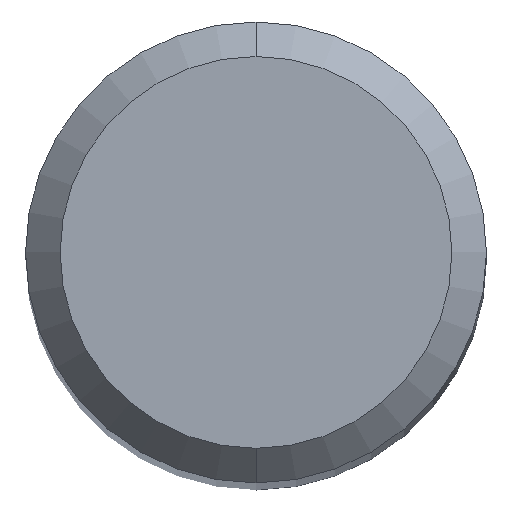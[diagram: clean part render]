
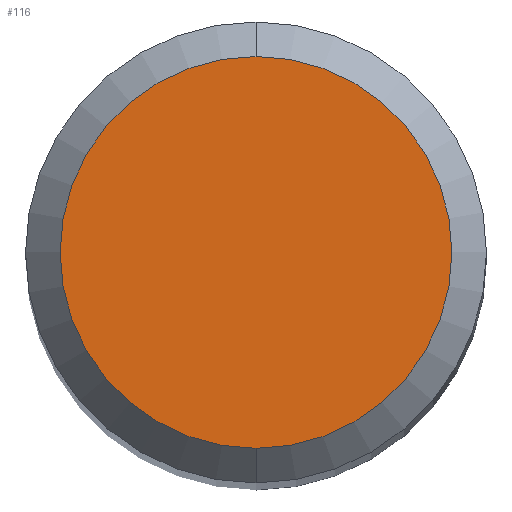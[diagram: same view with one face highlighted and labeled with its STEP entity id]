
A CAD part, top view. The second image highlights one B-rep face of the part: STEP entity #116.
In plain terms, the highlighted planar face has unit normal (0, 0, 1).
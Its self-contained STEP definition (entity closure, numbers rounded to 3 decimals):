
#102=EDGE_CURVE('',#118,#176,#255,.T.);
#116=ADVANCED_FACE('',(#269),#270,.T.);
#118=VERTEX_POINT('',#272);
#176=VERTEX_POINT('',#339);
#220=EDGE_CURVE('',#176,#118,#389,.T.);
#255=CIRCLE('',#418,1.7);
#269=FACE_OUTER_BOUND('',#438,.T.);
#270=PLANE('',#439);
#272=CARTESIAN_POINT('',(0.0,1.7,0.0));
#339=CARTESIAN_POINT('',(0.,-1.7,0.0));
#389=CIRCLE('',#586,1.7);
#418=AXIS2_PLACEMENT_3D('',#607,#608,#609);
#438=EDGE_LOOP('',(#619,#620));
#439=AXIS2_PLACEMENT_3D('',#621,#622,#623);
#586=AXIS2_PLACEMENT_3D('',#788,#789,#790);
#607=CARTESIAN_POINT('',(0.0,0.0,0.0));
#608=DIRECTION('',(0.0,0.0,-1.0));
#609=DIRECTION('',(0.0,1.0,0.0));
#619=ORIENTED_EDGE('',*,*,#102,.F.);
#620=ORIENTED_EDGE('',*,*,#220,.F.);
#621=CARTESIAN_POINT('',(0.0,0.85,0.0));
#622=DIRECTION('',(-0.0,0.0,1.0));
#623=DIRECTION('',(0.0,-1.0,0.0));
#788=CARTESIAN_POINT('',(0.0,0.0,0.0));
#789=DIRECTION('',(0.0,0.0,-1.0));
#790=DIRECTION('',(0.0,1.0,0.0));
